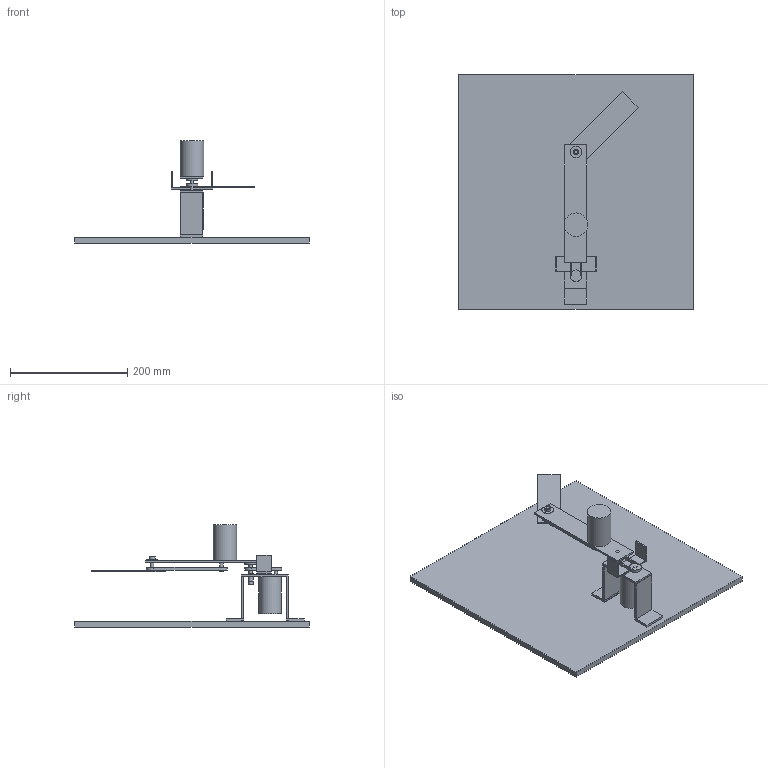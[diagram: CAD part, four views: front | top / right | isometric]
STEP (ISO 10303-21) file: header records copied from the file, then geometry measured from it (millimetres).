
FILE_DESCRIPTION(('FreeCAD Model'),'2;1');
FILE_NAME('robot2d_16nov23.step','2023-11-27T16:54:39',('Author'),(''), 'Open CASCADE STEP processor 6.8','FreeCAD','Unknown');
FILE_SCHEMA(('AUTOMOTIVE_DESIGN_CC2 { 1 2 10303 214 -1 1 5 4 }'));
Length unit declared in the file: millimetre
Products named in the file (24): enlace1; enlace002; rodamiento; eje_rod; motor002; eje_mot2; polea_dent; polea_dent_m2; acople_m1; cabeza_eje_rod; correa_1; correa_2; motor1; eje_mot1; eje_soporte2; eje_soporte3; soport; polea_mot1; acople_m002; correa_003; correa_004; tabla_base; base_fin_car; prebase_fin_car
Bounding box: 400 x 400 x 174 mm (x, y, z)
Volume: 1854099.6 mm3; surface area: 430827.7 mm2
Topology: 24 solids, 24 shells, 150 faces, 268 edges, 166 vertices
Faces by surface type: plane 136, cylinder 14
Full cylindrical faces by diameter (mm): 6 x4, 8 x1, 10 x1, 20 x6, 38 x1, 40 x1
Entity records: 7441 total; most frequent: CARTESIAN_POINT 1135, DIRECTION 1120, LINE 734, VECTOR 734, ORIENTED_EDGE 536, PCURVE 536, DEFINITIONAL_REPRESENTATION 536, EDGE_CURVE 268
